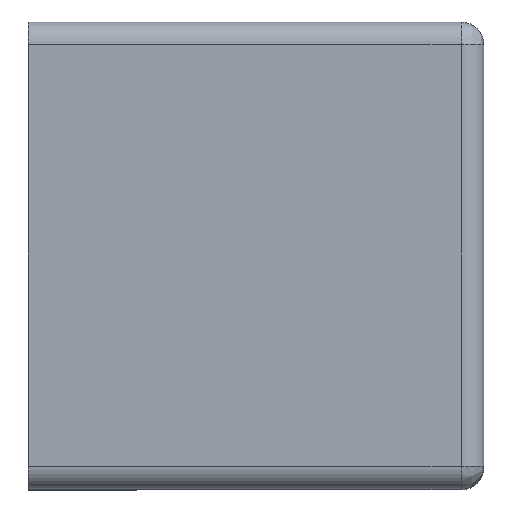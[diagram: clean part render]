
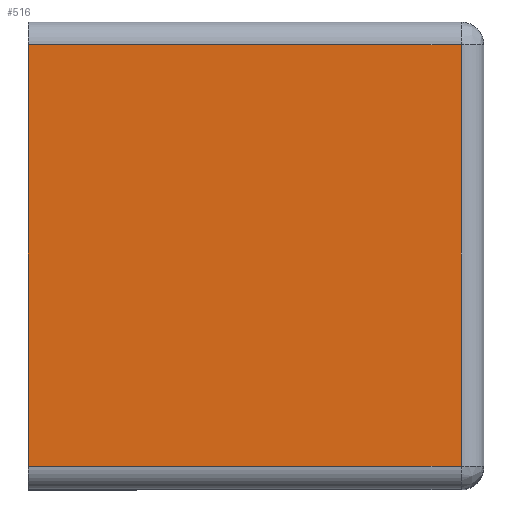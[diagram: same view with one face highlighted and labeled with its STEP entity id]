
A CAD part, top view. The second image highlights one B-rep face of the part: STEP entity #516.
In plain terms, the highlighted planar face has unit normal (0, 0, 1).
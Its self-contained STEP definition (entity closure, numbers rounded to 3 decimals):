
#17 = LINE ( 'NONE', #165, #187 ) ;
#21 = VERTEX_POINT ( 'NONE', #73 ) ;
#26 = AXIS2_PLACEMENT_3D ( 'NONE', #139, #254, #427 ) ;
#33 = ORIENTED_EDGE ( 'NONE', *, *, #42, .T. ) ;
#42 = EDGE_CURVE ( 'NONE', #425, #512, #419, .T. ) ;
#73 = CARTESIAN_POINT ( 'NONE',  ( -45., 37., 100. ) ) ;
#74 = VECTOR ( 'NONE', #493, 1000. ) ;
#106 = FACE_OUTER_BOUND ( 'NONE', #524, .T. ) ;
#109 = ORIENTED_EDGE ( 'NONE', *, *, #330, .T. ) ;
#122 = DIRECTION ( 'NONE',  ( 0., 1., 0. ) ) ;
#139 = CARTESIAN_POINT ( 'NONE',  ( -45., -41., 100. ) ) ;
#147 = DIRECTION ( 'NONE',  ( 0., -1., 0. ) ) ;
#165 = CARTESIAN_POINT ( 'NONE',  ( -45., 41., 100. ) ) ;
#173 = VERTEX_POINT ( 'NONE', #548 ) ;
#187 = VECTOR ( 'NONE', #147, 1000. ) ;
#189 = DIRECTION ( 'NONE',  ( -1., 0., 0. ) ) ;
#207 = LINE ( 'NONE', #389, #465 ) ;
#227 = ORIENTED_EDGE ( 'NONE', *, *, #310, .F. ) ;
#254 = DIRECTION ( 'NONE',  ( 0., 0., 1. ) ) ;
#258 = CARTESIAN_POINT ( 'NONE',  ( -45., -37., 100. ) ) ;
#292 = LINE ( 'NONE', #258, #74 ) ;
#293 = VECTOR ( 'NONE', #122, 1000. ) ;
#310 = EDGE_CURVE ( 'NONE', #425, #173, #292, .T. ) ;
#330 = EDGE_CURVE ( 'NONE', #512, #21, #207, .T. ) ;
#331 = CARTESIAN_POINT ( 'NONE',  ( 31., 37., 100. ) ) ;
#366 = ORIENTED_EDGE ( 'NONE', *, *, #535, .T. ) ;
#389 = CARTESIAN_POINT ( 'NONE',  ( -45., 37., 100. ) ) ;
#405 = CARTESIAN_POINT ( 'NONE',  ( 31., -41., 100. ) ) ;
#419 = LINE ( 'NONE', #405, #293 ) ;
#425 = VERTEX_POINT ( 'NONE', #447 ) ;
#427 = DIRECTION ( 'NONE',  ( 1., 0., 0. ) ) ;
#447 = CARTESIAN_POINT ( 'NONE',  ( 31., -37., 100. ) ) ;
#465 = VECTOR ( 'NONE', #189, 1000. ) ;
#493 = DIRECTION ( 'NONE',  ( -1., 0., 0. ) ) ;
#512 = VERTEX_POINT ( 'NONE', #331 ) ;
#516 = ADVANCED_FACE ( 'NONE', ( #106 ), #521, .T. ) ;
#521 = PLANE ( 'NONE',  #26 ) ;
#524 = EDGE_LOOP ( 'NONE', ( #366, #227, #33, #109 ) ) ;
#535 = EDGE_CURVE ( 'NONE', #21, #173, #17, .T. ) ;
#548 = CARTESIAN_POINT ( 'NONE',  ( -45., -37., 100. ) ) ;
